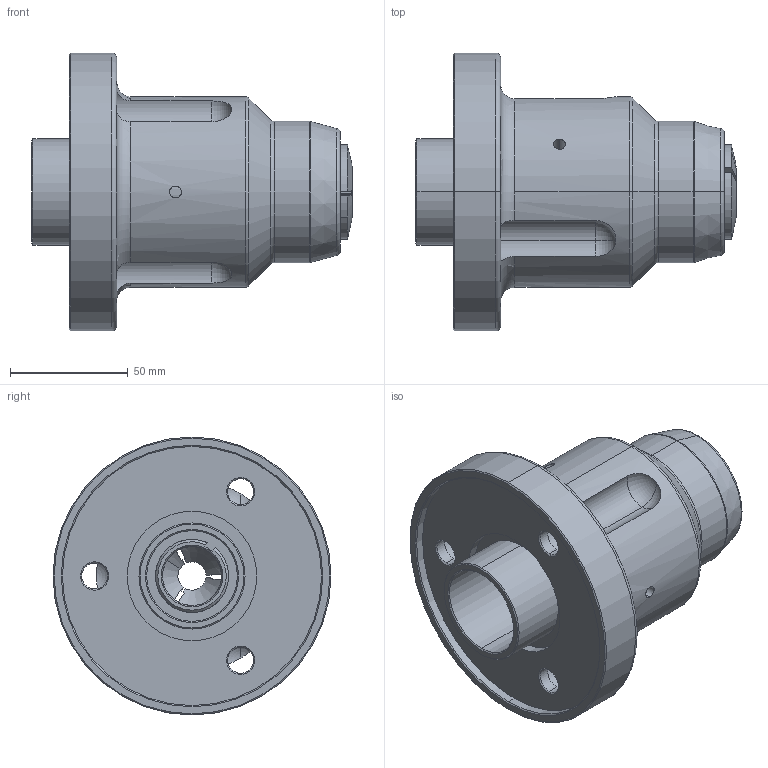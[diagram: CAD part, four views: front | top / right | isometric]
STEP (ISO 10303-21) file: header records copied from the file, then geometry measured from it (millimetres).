
FILE_DESCRIPTION (( 'STEP AP214' ), '1' );
FILE_NAME ('GPC-25D+YB-25.STEP', '2023-09-05T06:05:36', ( '' ), ( '' ), 'SwSTEP 2.0', 'SolidWorks 2023', '' );
FILE_SCHEMA (( 'AUTOMOTIVE_DESIGN' ));
Length unit declared in the file: millimetre
Products named in the file (3): GPC-25D; GPC-25D+YB-25; YB-25（N12）
Assembly tree (2 placements, depth 2):
  GPC-25D+YB-25
    GPC-25D
    YB-25（N12）
Bounding box: 136 x 118 x 118 mm (x, y, z)
Volume: 519441.5 mm3; surface area: 91978.3 mm2
Topology: 2 solids, 2 shells, 577 faces, 1536 edges, 1005 vertices
Faces by surface type: plane 200, cylinder 164, bspline 137, cone 53, torus 23
Entity records: 67251 total; most frequent: CARTESIAN_POINT 50204, ORIENTED_EDGE 3072, DIRECTION 2182, EDGE_CURVE 1536, VERTEX_POINT 1005, LINE 738, VECTOR 738, AXIS2_PLACEMENT_3D 722
